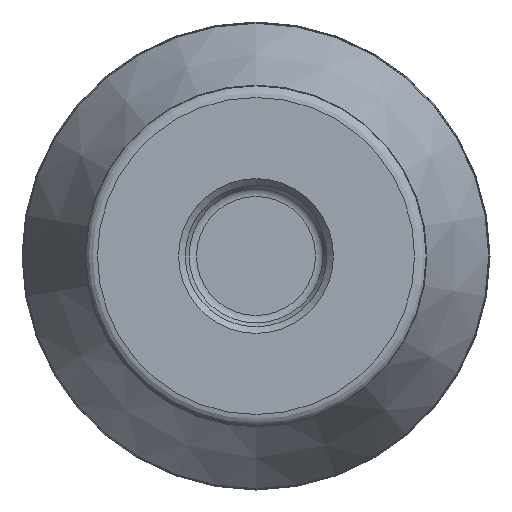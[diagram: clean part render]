
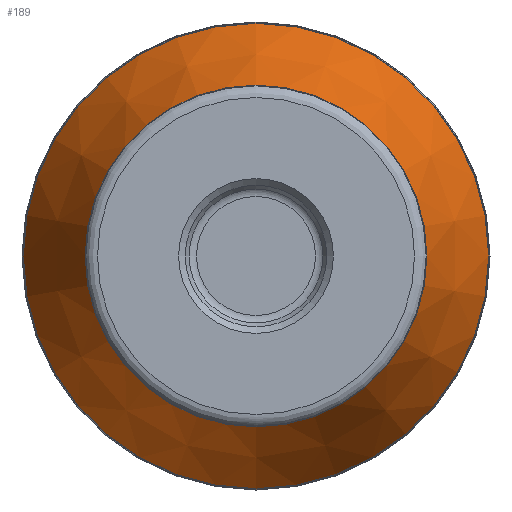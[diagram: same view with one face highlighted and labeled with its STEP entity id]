
A CAD part, left-side view. The second image highlights one B-rep face of the part: STEP entity #189.
In plain terms, the highlighted conical face has half-angle 25 degrees and reference radius 12.78 mm.
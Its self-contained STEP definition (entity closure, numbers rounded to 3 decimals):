
#148=CONICAL_SURFACE('',#778,12.78,25.);
#189=ADVANCED_FACE('',(#278,#279),#148,.T.);
#278=FACE_BOUND('',#354,.T.);
#279=FACE_BOUND('',#355,.T.);
#354=EDGE_LOOP('',(#506));
#355=EDGE_LOOP('',(#507));
#506=ORIENTED_EDGE('',*,*,#666,.T.);
#507=ORIENTED_EDGE('',*,*,#667,.F.);
#588=VERTEX_POINT('',#1525);
#589=VERTEX_POINT('',#1528);
#666=EDGE_CURVE('',#588,#588,#696,.T.);
#667=EDGE_CURVE('',#589,#589,#697,.T.);
#696=CIRCLE('',#775,17.398);
#697=CIRCLE('',#777,12.78);
#775=AXIS2_PLACEMENT_3D('',#1524,#941,#942);
#777=AXIS2_PLACEMENT_3D('',#1527,#945,#946);
#778=AXIS2_PLACEMENT_3D('',#1529,#947,#948);
#941=DIRECTION('',(-1.,0.,0.));
#942=DIRECTION('',(0.,0.,-1.));
#945=DIRECTION('',(-1.,0.,0.));
#946=DIRECTION('',(0.,0.,-1.));
#947=DIRECTION('',(1.,0.,0.));
#948=DIRECTION('',(0.,0.,-1.));
#1524=CARTESIAN_POINT('',(10.505,0.,0.));
#1525=CARTESIAN_POINT('',(10.505,0.,-17.398));
#1527=CARTESIAN_POINT('',(0.6,0.,0.));
#1528=CARTESIAN_POINT('',(0.6,0.,-12.78));
#1529=CARTESIAN_POINT('',(0.6,0.,0.));
